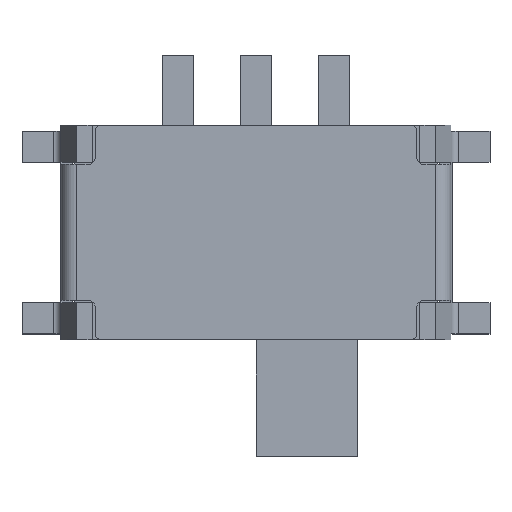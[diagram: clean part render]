
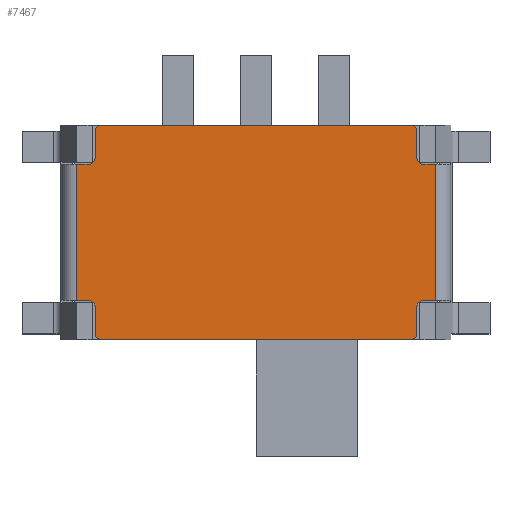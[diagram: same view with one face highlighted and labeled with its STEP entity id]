
A CAD part, top view. The second image highlights one B-rep face of the part: STEP entity #7467.
In plain terms, the highlighted planar face has unit normal (0, 0, 1).
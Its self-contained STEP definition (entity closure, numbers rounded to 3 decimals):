
#7137 = VERTEX_POINT('',#7138);
#7138 = CARTESIAN_POINT('',(2.3,0.539,1.4
    ));
#7145 = EDGE_CURVE('',#7137,#7146,#7148,.T.);
#7146 = VERTEX_POINT('',#7147);
#7147 = CARTESIAN_POINT('',(2.152,0.539,1.4
    ));
#7148 = LINE('',#7149,#7150);
#7149 = CARTESIAN_POINT('',(2.3,0.539,1.4
    ));
#7150 = VECTOR('',#7151,1.);
#7151 = DIRECTION('',(-1.,0.,0.));
#7178 = EDGE_CURVE('',#7179,#7137,#7181,.T.);
#7179 = VERTEX_POINT('',#7180);
#7180 = CARTESIAN_POINT('',(2.3,-1.205,
    1.4));
#7181 = LINE('',#7182,#7183);
#7182 = CARTESIAN_POINT('',(2.3,-1.205,
    1.4));
#7183 = VECTOR('',#7184,1.);
#7184 = DIRECTION('',(0.,1.,0.));
#7221 = VERTEX_POINT('',#7222);
#7222 = CARTESIAN_POINT('',(2.152,-1.205,
    1.4));
#7228 = EDGE_CURVE('',#7221,#7179,#7229,.T.);
#7229 = LINE('',#7230,#7231);
#7230 = CARTESIAN_POINT('',(2.152,-1.205,
    1.4));
#7231 = VECTOR('',#7232,1.);
#7232 = DIRECTION('',(1.,0.,0.));
#7448 = EDGE_CURVE('',#7146,#7449,#7451,.T.);
#7449 = VERTEX_POINT('',#7450);
#7450 = CARTESIAN_POINT('',(2.062,0.629,1.4
    ));
#7451 = CIRCLE('',#7452,0.09);
#7452 = AXIS2_PLACEMENT_3D('',#7453,#7454,#7455);
#7453 = CARTESIAN_POINT('',(2.152,0.629,1.4
    ));
#7454 = DIRECTION('',(0.,0.,-1.));
#7455 = DIRECTION('',(0.,-1.,0.));
#7467 = ADVANCED_FACE('',(#7468),#7607,.T.);
#7468 = FACE_BOUND('',#7469,.F.);
#7469 = EDGE_LOOP('',(#7470,#7471,#7472,#7481,#7489,#7498,#7506,#7515,
    #7523,#7532,#7540,#7548,#7556,#7565,#7573,#7582,#7590,#7599,#7605,
    #7606));
#7470 = ORIENTED_EDGE('',*,*,#7178,.F.);
#7471 = ORIENTED_EDGE('',*,*,#7228,.F.);
#7472 = ORIENTED_EDGE('',*,*,#7473,.F.);
#7473 = EDGE_CURVE('',#7474,#7221,#7476,.T.);
#7474 = VERTEX_POINT('',#7475);
#7475 = CARTESIAN_POINT('',(2.062,-1.295,1.4)
  );
#7476 = CIRCLE('',#7477,0.09);
#7477 = AXIS2_PLACEMENT_3D('',#7478,#7479,#7480);
#7478 = CARTESIAN_POINT('',(2.152,-1.295,1.4)
  );
#7479 = DIRECTION('',(0.,0.,-1.));
#7480 = DIRECTION('',(-1.,0.,0.));
#7481 = ORIENTED_EDGE('',*,*,#7482,.F.);
#7482 = EDGE_CURVE('',#7483,#7474,#7485,.T.);
#7483 = VERTEX_POINT('',#7484);
#7484 = CARTESIAN_POINT('',(2.062,-1.631,
    1.4));
#7485 = LINE('',#7486,#7487);
#7486 = CARTESIAN_POINT('',(2.062,-1.631,
    1.4));
#7487 = VECTOR('',#7488,1.);
#7488 = DIRECTION('',(0.,1.,0.));
#7489 = ORIENTED_EDGE('',*,*,#7490,.F.);
#7490 = EDGE_CURVE('',#7491,#7483,#7493,.T.);
#7491 = VERTEX_POINT('',#7492);
#7492 = CARTESIAN_POINT('',(1.986,-1.708,
    1.4));
#7493 = CIRCLE('',#7494,0.077);
#7494 = AXIS2_PLACEMENT_3D('',#7495,#7496,#7497);
#7495 = CARTESIAN_POINT('',(1.986,-1.631,
    1.4));
#7496 = DIRECTION('',(-0.,0.,1.));
#7497 = DIRECTION('',(0.,-1.,0.));
#7498 = ORIENTED_EDGE('',*,*,#7499,.F.);
#7499 = EDGE_CURVE('',#7500,#7491,#7502,.T.);
#7500 = VERTEX_POINT('',#7501);
#7501 = CARTESIAN_POINT('',(-1.986,-1.708,
    1.4));
#7502 = LINE('',#7503,#7504);
#7503 = CARTESIAN_POINT('',(-1.986,-1.708,
    1.4));
#7504 = VECTOR('',#7505,1.);
#7505 = DIRECTION('',(1.,0.,0.));
#7506 = ORIENTED_EDGE('',*,*,#7507,.F.);
#7507 = EDGE_CURVE('',#7508,#7500,#7510,.T.);
#7508 = VERTEX_POINT('',#7509);
#7509 = CARTESIAN_POINT('',(-2.062,-1.631,
    1.4));
#7510 = CIRCLE('',#7511,0.077);
#7511 = AXIS2_PLACEMENT_3D('',#7512,#7513,#7514);
#7512 = CARTESIAN_POINT('',(-1.986,-1.631,
    1.4));
#7513 = DIRECTION('',(0.,0.,1.));
#7514 = DIRECTION('',(-1.,0.,0.));
#7515 = ORIENTED_EDGE('',*,*,#7516,.F.);
#7516 = EDGE_CURVE('',#7517,#7508,#7519,.T.);
#7517 = VERTEX_POINT('',#7518);
#7518 = CARTESIAN_POINT('',(-2.062,-1.295,1.4
    ));
#7519 = LINE('',#7520,#7521);
#7520 = CARTESIAN_POINT('',(-2.062,-1.295,1.4
    ));
#7521 = VECTOR('',#7522,1.);
#7522 = DIRECTION('',(0.,-1.,0.));
#7523 = ORIENTED_EDGE('',*,*,#7524,.F.);
#7524 = EDGE_CURVE('',#7525,#7517,#7527,.T.);
#7525 = VERTEX_POINT('',#7526);
#7526 = CARTESIAN_POINT('',(-2.152,-1.205,
    1.4));
#7527 = CIRCLE('',#7528,0.09);
#7528 = AXIS2_PLACEMENT_3D('',#7529,#7530,#7531);
#7529 = CARTESIAN_POINT('',(-2.152,-1.295,1.4
    ));
#7530 = DIRECTION('',(0.,0.,-1.));
#7531 = DIRECTION('',(0.,1.,0.));
#7532 = ORIENTED_EDGE('',*,*,#7533,.F.);
#7533 = EDGE_CURVE('',#7534,#7525,#7536,.T.);
#7534 = VERTEX_POINT('',#7535);
#7535 = CARTESIAN_POINT('',(-2.3,-1.205,
    1.4));
#7536 = LINE('',#7537,#7538);
#7537 = CARTESIAN_POINT('',(-2.3,-1.205,
    1.4));
#7538 = VECTOR('',#7539,1.);
#7539 = DIRECTION('',(1.,0.,0.));
#7540 = ORIENTED_EDGE('',*,*,#7541,.F.);
#7541 = EDGE_CURVE('',#7542,#7534,#7544,.T.);
#7542 = VERTEX_POINT('',#7543);
#7543 = CARTESIAN_POINT('',(-2.3,0.539,
    1.4));
#7544 = LINE('',#7545,#7546);
#7545 = CARTESIAN_POINT('',(-2.3,0.539,
    1.4));
#7546 = VECTOR('',#7547,1.);
#7547 = DIRECTION('',(0.,-1.,0.));
#7548 = ORIENTED_EDGE('',*,*,#7549,.F.);
#7549 = EDGE_CURVE('',#7550,#7542,#7552,.T.);
#7550 = VERTEX_POINT('',#7551);
#7551 = CARTESIAN_POINT('',(-2.152,0.539,
    1.4));
#7552 = LINE('',#7553,#7554);
#7553 = CARTESIAN_POINT('',(-2.152,0.539,
    1.4));
#7554 = VECTOR('',#7555,1.);
#7555 = DIRECTION('',(-1.,0.,0.));
#7556 = ORIENTED_EDGE('',*,*,#7557,.F.);
#7557 = EDGE_CURVE('',#7558,#7550,#7560,.T.);
#7558 = VERTEX_POINT('',#7559);
#7559 = CARTESIAN_POINT('',(-2.062,0.629,
    1.4));
#7560 = CIRCLE('',#7561,0.09);
#7561 = AXIS2_PLACEMENT_3D('',#7562,#7563,#7564);
#7562 = CARTESIAN_POINT('',(-2.152,0.629,
    1.4));
#7563 = DIRECTION('',(0.,0.,-1.));
#7564 = DIRECTION('',(1.,0.,0.));
#7565 = ORIENTED_EDGE('',*,*,#7566,.F.);
#7566 = EDGE_CURVE('',#7567,#7558,#7569,.T.);
#7567 = VERTEX_POINT('',#7568);
#7568 = CARTESIAN_POINT('',(-2.062,0.965,
    1.4));
#7569 = LINE('',#7570,#7571);
#7570 = CARTESIAN_POINT('',(-2.062,0.965,
    1.4));
#7571 = VECTOR('',#7572,1.);
#7572 = DIRECTION('',(0.,-1.,0.));
#7573 = ORIENTED_EDGE('',*,*,#7574,.F.);
#7574 = EDGE_CURVE('',#7575,#7567,#7577,.T.);
#7575 = VERTEX_POINT('',#7576);
#7576 = CARTESIAN_POINT('',(-1.986,1.042,
    1.4));
#7577 = CIRCLE('',#7578,0.077);
#7578 = AXIS2_PLACEMENT_3D('',#7579,#7580,#7581);
#7579 = CARTESIAN_POINT('',(-1.986,0.965,
    1.4));
#7580 = DIRECTION('',(0.,-0.,1.));
#7581 = DIRECTION('',(0.,1.,0.));
#7582 = ORIENTED_EDGE('',*,*,#7583,.F.);
#7583 = EDGE_CURVE('',#7584,#7575,#7586,.T.);
#7584 = VERTEX_POINT('',#7585);
#7585 = CARTESIAN_POINT('',(1.986,1.042,1.4
    ));
#7586 = LINE('',#7587,#7588);
#7587 = CARTESIAN_POINT('',(1.986,1.042,1.4
    ));
#7588 = VECTOR('',#7589,1.);
#7589 = DIRECTION('',(-1.,0.,0.));
#7590 = ORIENTED_EDGE('',*,*,#7591,.F.);
#7591 = EDGE_CURVE('',#7592,#7584,#7594,.T.);
#7592 = VERTEX_POINT('',#7593);
#7593 = CARTESIAN_POINT('',(2.062,0.965,1.4
    ));
#7594 = CIRCLE('',#7595,0.077);
#7595 = AXIS2_PLACEMENT_3D('',#7596,#7597,#7598);
#7596 = CARTESIAN_POINT('',(1.986,0.965,1.4
    ));
#7597 = DIRECTION('',(0.,0.,1.));
#7598 = DIRECTION('',(1.,0.,-0.));
#7599 = ORIENTED_EDGE('',*,*,#7600,.F.);
#7600 = EDGE_CURVE('',#7449,#7592,#7601,.T.);
#7601 = LINE('',#7602,#7603);
#7602 = CARTESIAN_POINT('',(2.062,0.629,1.4
    ));
#7603 = VECTOR('',#7604,1.);
#7604 = DIRECTION('',(0.,1.,0.));
#7605 = ORIENTED_EDGE('',*,*,#7448,.F.);
#7606 = ORIENTED_EDGE('',*,*,#7145,.F.);
#7607 = PLANE('',#7608);
#7608 = AXIS2_PLACEMENT_3D('',#7609,#7610,#7611);
#7609 = CARTESIAN_POINT('',(0.,-0.333,1.4));
#7610 = DIRECTION('',(0.,0.,1.));
#7611 = DIRECTION('',(1.,0.,-0.));
